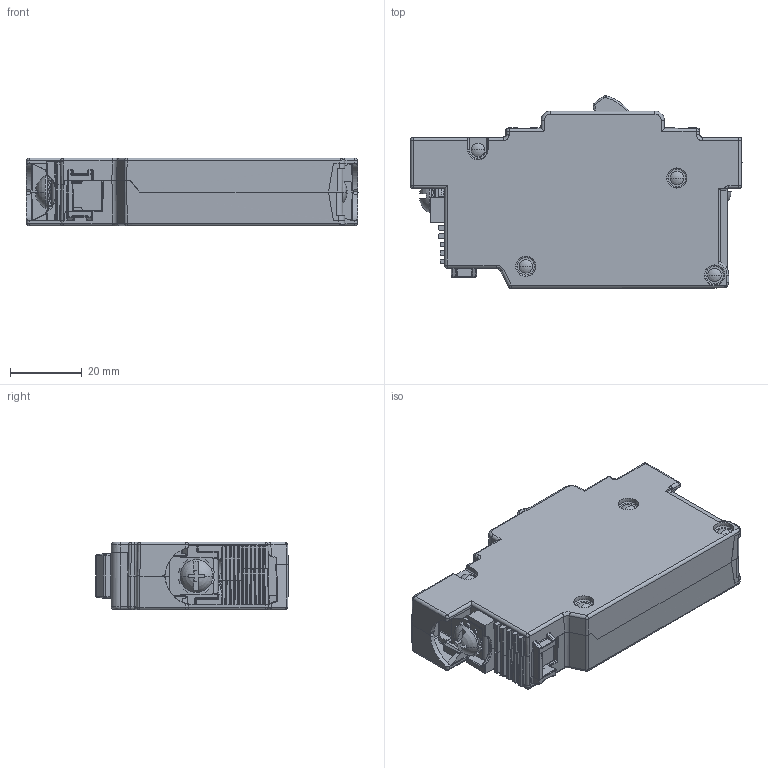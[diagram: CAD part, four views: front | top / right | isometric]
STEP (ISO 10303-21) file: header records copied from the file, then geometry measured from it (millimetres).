
FILE_DESCRIPTION((''),'2;1');
FILE_NAME('L1_PTR','2011-11-23T',('danboyden'),(''),'PRO/ENGINEER BY PARAMETRIC TECHNOLOGY CORPORATION, 2010280','PRO/ENGINEER BY PARAMETRIC TECHNOLOGY CORPORATION, 2010280','');
FILE_SCHEMA(('CONFIG_CONTROL_DESIGN'));
Products named in the file (1): L1_PTR
Bounding box: 92.58 x 53.78 x 18.9 mm (x, y, z)
Volume: 1611 mm3; surface area: 36128.9 mm2
Topology: 7 solids, 8 shells, 6219 faces, 16669 edges, 10579 vertices
Faces by surface type: plane 3688, cylinder 1422, bspline 355, sphere 252, extrusion 190, cone 182, torus 130
Entity records: 213353 total; most frequent: CARTESIAN_POINT 63640, ORIENTED_EDGE 33259, DIRECTION 27546, EDGE_CURVE 16652, VECTOR 11936, LINE 11746, VERTEX_POINT 10579, AXIS2_PLACEMENT_3D 7805
